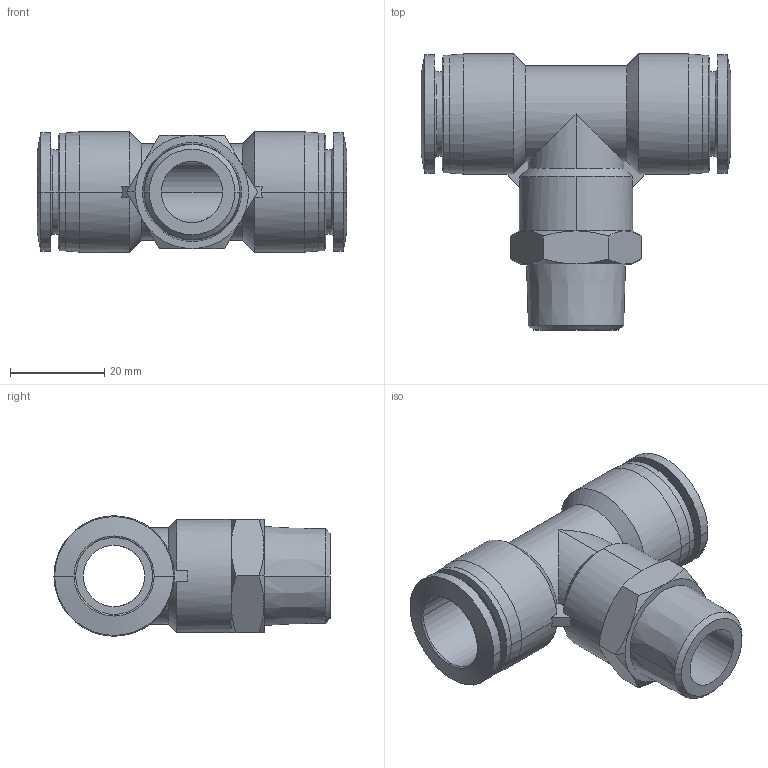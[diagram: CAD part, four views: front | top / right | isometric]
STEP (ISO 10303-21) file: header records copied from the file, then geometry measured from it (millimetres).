
FILE_DESCRIPTION (( 'STEP AP214' ), '1' );
FILE_NAME ('MBT16M-12R.step', '2016-02-24T20:39:42', ( '' ), ( '' ), 'SwSTEP 2.0', 'SolidWorks 2015', '' );
FILE_SCHEMA (( 'AUTOMOTIVE_DESIGN' ));
Length unit declared in the file: inch
Products named in the file (1): MBT16M-12R
Bounding box: 65.6 x 58.55 x 25.5 mm (x, y, z)
Volume: 25064.2 mm3; surface area: 13880.1 mm2
Topology: 1 solids, 1 shells, 95 faces, 227 edges, 138 vertices
Faces by surface type: cone 40, cylinder 31, plane 20, bspline 4
Entity records: 4150 total; most frequent: CARTESIAN_POINT 707, DIRECTION 467, ORIENTED_EDGE 454, EDGE_CURVE 227, AXIS2_PLACEMENT_3D 194, VERTEX_POINT 138, EDGE_LOOP 103, CIRCLE 102
